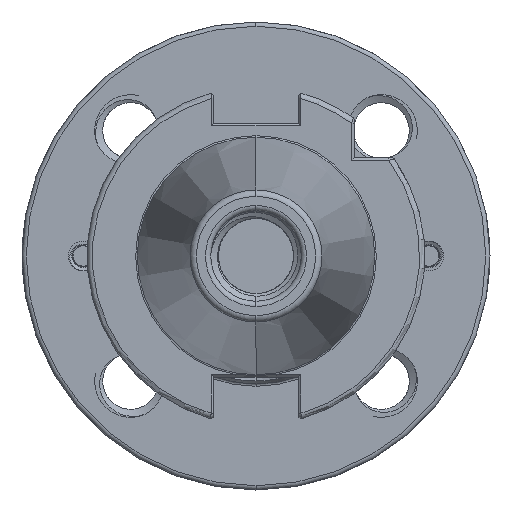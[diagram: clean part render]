
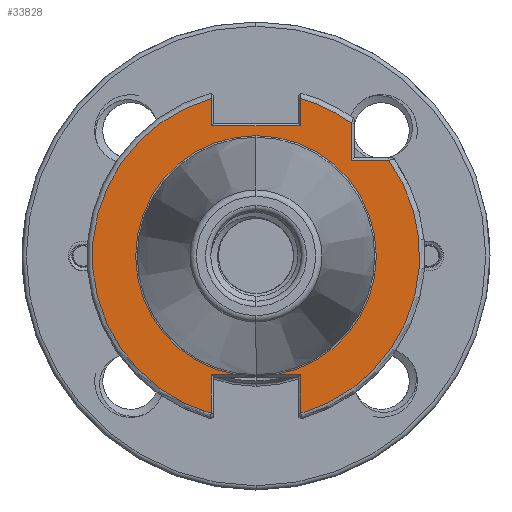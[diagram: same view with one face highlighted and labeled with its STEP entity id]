
A CAD part, left-side view. The second image highlights one B-rep face of the part: STEP entity #33828.
In plain terms, the highlighted planar face has unit normal (-1, 0, 0).
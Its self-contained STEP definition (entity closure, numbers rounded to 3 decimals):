
#580 = EDGE_LOOP ( 'NONE', ( #8476, #8504, #8449, #8451, #8404, #8434, #8412, #8443, #8328, #8436, #8429, #8321, #8500, #8447 ) ) ;
#3320 = CARTESIAN_POINT ( 'NONE',  ( 0., 8.451, -22.3 ) ) ;
#3323 = CARTESIAN_POINT ( 'NONE',  ( 0., -8.451, -29.592 ) ) ;
#3345 = CARTESIAN_POINT ( 'NONE',  ( 0., -8.451, -22.3 ) ) ;
#3348 = CARTESIAN_POINT ( 'NONE',  ( 0., -18., 24.962 ) ) ;
#3351 = CARTESIAN_POINT ( 'NONE',  ( 0., 8.335, 24.5 ) ) ;
#3361 = CARTESIAN_POINT ( 'NONE',  ( 0., -8.335, 24.5 ) ) ;
#3377 = CARTESIAN_POINT ( 'NONE',  ( 0., -24.962, 18. ) ) ;
#3415 = CARTESIAN_POINT ( 'NONE',  ( 0., 8.451, -29.592 ) ) ;
#3431 = CARTESIAN_POINT ( 'NONE',  ( 0., -8.335, 29.625 ) ) ;
#3443 = CARTESIAN_POINT ( 'NONE',  ( 0., 3.833, -22.3 ) ) ;
#3448 = CARTESIAN_POINT ( 'NONE',  ( 0., -18., 18. ) ) ;
#3462 = CARTESIAN_POINT ( 'NONE',  ( 0., 8.335, 29.625 ) ) ;
#8321 = ORIENTED_EDGE ( 'NONE', *, *, #15465, .T. ) ;
#8328 = ORIENTED_EDGE ( 'NONE', *, *, #15480, .T. ) ;
#8404 = ORIENTED_EDGE ( 'NONE', *, *, #15464, .T. ) ;
#8412 = ORIENTED_EDGE ( 'NONE', *, *, #15469, .T. ) ;
#8429 = ORIENTED_EDGE ( 'NONE', *, *, #31714, .T. ) ;
#8434 = ORIENTED_EDGE ( 'NONE', *, *, #15477, .T. ) ;
#8436 = ORIENTED_EDGE ( 'NONE', *, *, #15497, .T. ) ;
#8443 = ORIENTED_EDGE ( 'NONE', *, *, #15475, .T. ) ;
#8447 = ORIENTED_EDGE ( 'NONE', *, *, #15448, .T. ) ;
#8449 = ORIENTED_EDGE ( 'NONE', *, *, #15505, .T. ) ;
#8451 = ORIENTED_EDGE ( 'NONE', *, *, #15458, .T. ) ;
#8476 = ORIENTED_EDGE ( 'NONE', *, *, #22953, .T. ) ;
#8500 = ORIENTED_EDGE ( 'NONE', *, *, #15449, .T. ) ;
#8504 = ORIENTED_EDGE ( 'NONE', *, *, #22914, .T. ) ;
#10342 = DIRECTION ( 'NONE',  ( 0., 0., -1. ) ) ;
#10349 = DIRECTION ( 'NONE',  ( 1., 0., 0. ) ) ;
#10379 = CARTESIAN_POINT ( 'NONE',  ( 0., 0., 0. ) ) ;
#11056 = FACE_OUTER_BOUND ( 'NONE', #580, .T. ) ;
#11946 = CIRCLE ( 'NONE', #26475, 22.627 ) ;
#12146 = LINE ( 'NONE', #34995, #12196 ) ;
#12159 = VECTOR ( 'NONE', #35075, 1000. ) ;
#12166 = CIRCLE ( 'NONE', #26619, 30.775 ) ;
#12167 = LINE ( 'NONE', #35055, #12159 ) ;
#12168 = VECTOR ( 'NONE', #34961, 1000. ) ;
#12172 = VECTOR ( 'NONE', #35057, 1000. ) ;
#12176 = LINE ( 'NONE', #35069, #12172 ) ;
#12179 = CIRCLE ( 'NONE', #26635, 22.627 ) ;
#12180 = CIRCLE ( 'NONE', #26611, 30.775 ) ;
#12189 = VECTOR ( 'NONE', #34953, 1000. ) ;
#12195 = LINE ( 'NONE', #34973, #12189 ) ;
#12196 = VECTOR ( 'NONE', #34996, 1000. ) ;
#12207 = LINE ( 'NONE', #34960, #12168 ) ;
#12712 = LINE ( 'NONE', #28439, #12741 ) ;
#12720 = VECTOR ( 'NONE', #28426, 1000. ) ;
#12741 = VECTOR ( 'NONE', #28386, 1000. ) ;
#12761 = LINE ( 'NONE', #28401, #12720 ) ;
#13062 = VERTEX_POINT ( 'NONE', #3323 ) ;
#13066 = VERTEX_POINT ( 'NONE', #3345 ) ;
#13078 = VERTEX_POINT ( 'NONE', #3348 ) ;
#13079 = VERTEX_POINT ( 'NONE', #3361 ) ;
#13080 = VERTEX_POINT ( 'NONE', #3351 ) ;
#13090 = VERTEX_POINT ( 'NONE', #3320 ) ;
#13146 = VERTEX_POINT ( 'NONE', #3415 ) ;
#13160 = VERTEX_POINT ( 'NONE', #3377 ) ;
#13185 = VERTEX_POINT ( 'NONE', #3462 ) ;
#13188 = VERTEX_POINT ( 'NONE', #3431 ) ;
#13197 = VERTEX_POINT ( 'NONE', #3448 ) ;
#13200 = VERTEX_POINT ( 'NONE', #3443 ) ;
#14894 = VECTOR ( 'NONE', #34899, 1000. ) ;
#14898 = LINE ( 'NONE', #34891, #14894 ) ;
#14927 = CIRCLE ( 'NONE', #26607, 30.775 ) ;
#14932 = LINE ( 'NONE', #34873, #14938 ) ;
#14938 = VECTOR ( 'NONE', #34847, 1000. ) ;
#15448 = EDGE_CURVE ( 'NONE', #13062, #13160, #14927, .T. ) ;
#15449 = EDGE_CURVE ( 'NONE', #13066, #13062, #14932, .T. ) ;
#15458 = EDGE_CURVE ( 'NONE', #13188, #13079, #14898, .T. ) ;
#15464 = EDGE_CURVE ( 'NONE', #13079, #13080, #12207, .T. ) ;
#15465 = EDGE_CURVE ( 'NONE', #35458, #13066, #12195, .T. ) ;
#15469 = EDGE_CURVE ( 'NONE', #13185, #13146, #12180, .T. ) ;
#15475 = EDGE_CURVE ( 'NONE', #13146, #13090, #12146, .T. ) ;
#15477 = EDGE_CURVE ( 'NONE', #13080, #13185, #12176, .T. ) ;
#15480 = EDGE_CURVE ( 'NONE', #13090, #13200, #12167, .T. ) ;
#15497 = EDGE_CURVE ( 'NONE', #13200, #35471, #12179, .T. ) ;
#15505 = EDGE_CURVE ( 'NONE', #13078, #13188, #12166, .T. ) ;
#18610 = CARTESIAN_POINT ( 'NONE',  ( 0., 22.692, 0. ) ) ;
#18618 = DIRECTION ( 'NONE',  ( 1., 0., 0. ) ) ;
#18631 = DIRECTION ( 'NONE',  ( 0., 0., -1. ) ) ;
#18632 = PLANE ( 'NONE',  #29165 ) ;
#19005 = CARTESIAN_POINT ( 'NONE',  ( 0., -3.833, -22.3 ) ) ;
#19034 = CARTESIAN_POINT ( 'NONE',  ( 0., 0., 22.627 ) ) ;
#22914 = EDGE_CURVE ( 'NONE', #13197, #13078, #12761, .T. ) ;
#22953 = EDGE_CURVE ( 'NONE', #13160, #13197, #12712, .T. ) ;
#26475 = AXIS2_PLACEMENT_3D ( 'NONE', #10379, #10349, #10342 ) ;
#26607 = AXIS2_PLACEMENT_3D ( 'NONE', #34853, #34833, #34828 ) ;
#26611 = AXIS2_PLACEMENT_3D ( 'NONE', #35014, #35000, #35016 ) ;
#26619 = AXIS2_PLACEMENT_3D ( 'NONE', #35335, #35341, #35343 ) ;
#26635 = AXIS2_PLACEMENT_3D ( 'NONE', #35345, #35372, #35352 ) ;
#28386 = DIRECTION ( 'NONE',  ( 0., 1., 0. ) ) ;
#28401 = CARTESIAN_POINT ( 'NONE',  ( 0., -18., 24.594 ) ) ;
#28426 = DIRECTION ( 'NONE',  ( 0., 0., 1. ) ) ;
#28439 = CARTESIAN_POINT ( 'NONE',  ( 0., -18.5, 18. ) ) ;
#29165 = AXIS2_PLACEMENT_3D ( 'NONE', #18610, #18618, #18631 ) ;
#31714 = EDGE_CURVE ( 'NONE', #35471, #35458, #11946, .T. ) ;
#33828 = ADVANCED_FACE ( 'NONE', ( #11056 ), #18632, .F. ) ;
#34828 = DIRECTION ( 'NONE',  ( 0., 0., -1. ) ) ;
#34833 = DIRECTION ( 'NONE',  ( -1., 0., 0. ) ) ;
#34847 = DIRECTION ( 'NONE',  ( 0., 0., -1. ) ) ;
#34853 = CARTESIAN_POINT ( 'NONE',  ( 0., 0., 0. ) ) ;
#34873 = CARTESIAN_POINT ( 'NONE',  ( 0., -8.451, 0. ) ) ;
#34891 = CARTESIAN_POINT ( 'NONE',  ( 0., -8.335, 25. ) ) ;
#34899 = DIRECTION ( 'NONE',  ( 0., 0., -1. ) ) ;
#34953 = DIRECTION ( 'NONE',  ( 0., -1., 0. ) ) ;
#34960 = CARTESIAN_POINT ( 'NONE',  ( 0., 8.05, 24.5 ) ) ;
#34961 = DIRECTION ( 'NONE',  ( 0., 1., 0. ) ) ;
#34973 = CARTESIAN_POINT ( 'NONE',  ( 0., 22.692, -22.3 ) ) ;
#34995 = CARTESIAN_POINT ( 'NONE',  ( 0., 8.451, 0. ) ) ;
#34996 = DIRECTION ( 'NONE',  ( 0., 0., 1. ) ) ;
#35000 = DIRECTION ( 'NONE',  ( -1., 0., 0. ) ) ;
#35014 = CARTESIAN_POINT ( 'NONE',  ( 0., 0., 0. ) ) ;
#35016 = DIRECTION ( 'NONE',  ( 0., 0., -1. ) ) ;
#35055 = CARTESIAN_POINT ( 'NONE',  ( 0., 22.692, -22.3 ) ) ;
#35057 = DIRECTION ( 'NONE',  ( 0., 0., 1. ) ) ;
#35069 = CARTESIAN_POINT ( 'NONE',  ( 0., 8.335, 29.704 ) ) ;
#35075 = DIRECTION ( 'NONE',  ( 0., -1., 0. ) ) ;
#35335 = CARTESIAN_POINT ( 'NONE',  ( 0., 0., 0. ) ) ;
#35341 = DIRECTION ( 'NONE',  ( -1., 0., 0. ) ) ;
#35343 = DIRECTION ( 'NONE',  ( 0., 0., -1. ) ) ;
#35345 = CARTESIAN_POINT ( 'NONE',  ( 0., 0., 0. ) ) ;
#35352 = DIRECTION ( 'NONE',  ( 0., 0., -1. ) ) ;
#35372 = DIRECTION ( 'NONE',  ( 1., 0., 0. ) ) ;
#35458 = VERTEX_POINT ( 'NONE', #19005 ) ;
#35471 = VERTEX_POINT ( 'NONE', #19034 ) ;
